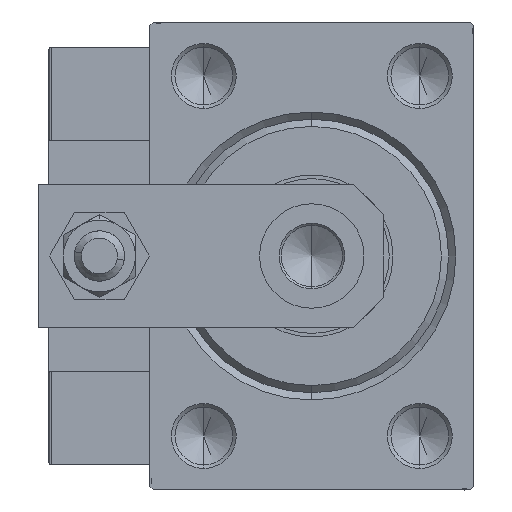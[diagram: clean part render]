
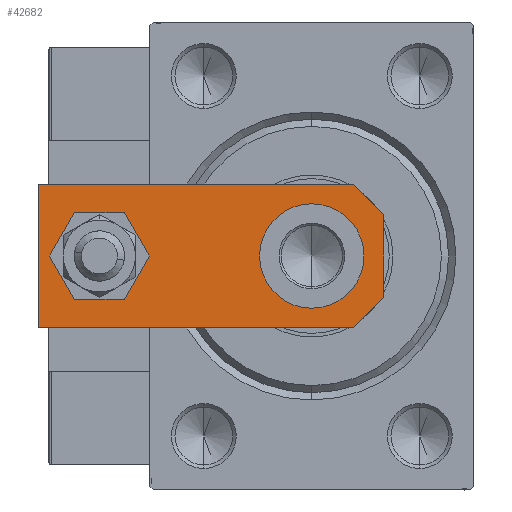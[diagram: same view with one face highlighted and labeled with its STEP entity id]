
A CAD part, left-side view. The second image highlights one B-rep face of the part: STEP entity #42682.
In plain terms, the highlighted face is planar.
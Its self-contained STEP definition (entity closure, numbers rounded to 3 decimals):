
#305 = VERTEX_POINT ( 'NONE', #27069 ) ;
#657 = CARTESIAN_POINT ( 'NONE',  ( 10., 4.24, 6. ) ) ;
#1769 = VERTEX_POINT ( 'NONE', #33250 ) ;
#2010 = FACE_OUTER_BOUND ( 'NONE', #33217, .T. ) ;
#2125 = VECTOR ( 'NONE', #26340, 1000. ) ;
#2271 = DIRECTION ( 'NONE',  ( 0., 0., 1. ) ) ;
#2680 = ORIENTED_EDGE ( 'NONE', *, *, #23992, .T. ) ;
#3006 = CARTESIAN_POINT ( 'NONE',  ( -10., 0., 6. ) ) ;
#3231 = DIRECTION ( 'NONE',  ( 0., 0., 1. ) ) ;
#3372 = DIRECTION ( 'NONE',  ( 1., 0., 0. ) ) ;
#5271 = ORIENTED_EDGE ( 'NONE', *, *, #34097, .F. ) ;
#5274 = VERTEX_POINT ( 'NONE', #49364 ) ;
#5616 = EDGE_CURVE ( 'NONE', #51374, #5274, #23000, .T. ) ;
#5925 = CARTESIAN_POINT ( 'NONE',  ( 10., 48., 6. ) ) ;
#6618 = CIRCLE ( 'NONE', #9116, 7.25 ) ;
#8487 = ORIENTED_EDGE ( 'NONE', *, *, #10228, .T. ) ;
#9116 = AXIS2_PLACEMENT_3D ( 'NONE', #30400, #41611, #29356 ) ;
#9845 = LINE ( 'NONE', #5925, #2125 ) ;
#9879 = DIRECTION ( 'NONE',  ( 1., 0., 0. ) ) ;
#9932 = AXIS2_PLACEMENT_3D ( 'NONE', #26118, #2271, #9879 ) ;
#10228 = EDGE_CURVE ( 'NONE', #13500, #34386, #50751, .T. ) ;
#10253 = ORIENTED_EDGE ( 'NONE', *, *, #28686, .F. ) ;
#10471 = CARTESIAN_POINT ( 'NONE',  ( 0., 10., 6. ) ) ;
#10496 = ORIENTED_EDGE ( 'NONE', *, *, #45839, .T. ) ;
#11102 = DIRECTION ( 'NONE',  ( 1., 0., 0. ) ) ;
#11351 = CARTESIAN_POINT ( 'NONE',  ( -10., 48., 6. ) ) ;
#12886 = VERTEX_POINT ( 'NONE', #49657 ) ;
#13291 = FACE_BOUND ( 'NONE', #33848, .T. ) ;
#13500 = VERTEX_POINT ( 'NONE', #20275 ) ;
#13590 = CARTESIAN_POINT ( 'NONE',  ( 10., 0., 6. ) ) ;
#14165 = VERTEX_POINT ( 'NONE', #32909 ) ;
#14266 = LINE ( 'NONE', #17927, #36902 ) ;
#14633 = DIRECTION ( 'NONE',  ( 0., 0., 1. ) ) ;
#17069 = EDGE_CURVE ( 'NONE', #18597, #13500, #38316, .T. ) ;
#17927 = CARTESIAN_POINT ( 'NONE',  ( 2.88, -2.88, 6. ) ) ;
#17987 = FACE_BOUND ( 'NONE', #38795, .T. ) ;
#18597 = VERTEX_POINT ( 'NONE', #47453 ) ;
#18993 = EDGE_CURVE ( 'NONE', #14165, #305, #6618, .T. ) ;
#19510 = DIRECTION ( 'NONE',  ( 1., 0., 0. ) ) ;
#20021 = LINE ( 'NONE', #3006, #47608 ) ;
#20275 = CARTESIAN_POINT ( 'NONE',  ( -10., 4.24, 6. ) ) ;
#21025 = EDGE_CURVE ( 'NONE', #33171, #1769, #41312, .T. ) ;
#21713 = VECTOR ( 'NONE', #30486, 1000. ) ;
#22013 = CARTESIAN_POINT ( 'NONE',  ( -2.88, -2.88, 6. ) ) ;
#22773 = DIRECTION ( 'NONE',  ( 0., 0., 1. ) ) ;
#23000 = CIRCLE ( 'NONE', #36357, 4. ) ;
#23992 = EDGE_CURVE ( 'NONE', #12886, #33171, #14266, .T. ) ;
#25879 = ORIENTED_EDGE ( 'NONE', *, *, #18993, .F. ) ;
#26118 = CARTESIAN_POINT ( 'NONE',  ( 0., 0., 6. ) ) ;
#26340 = DIRECTION ( 'NONE',  ( -1., 0., 0. ) ) ;
#26479 = VECTOR ( 'NONE', #46059, 1000. ) ;
#27069 = CARTESIAN_POINT ( 'NONE',  ( 7.25, 10., 6. ) ) ;
#28686 = EDGE_CURVE ( 'NONE', #5274, #51374, #40428, .T. ) ;
#29356 = DIRECTION ( 'NONE',  ( 1., 0., 0. ) ) ;
#29784 = PLANE ( 'NONE',  #9932 ) ;
#29903 = EDGE_CURVE ( 'NONE', #1769, #18597, #9845, .T. ) ;
#30400 = CARTESIAN_POINT ( 'NONE',  ( 0., 10., 6. ) ) ;
#30486 = DIRECTION ( 'NONE',  ( 0., -1., 0. ) ) ;
#31499 = CARTESIAN_POINT ( 'NONE',  ( 0., 39.5, 6. ) ) ;
#32909 = CARTESIAN_POINT ( 'NONE',  ( -7.25, 10., 6. ) ) ;
#33138 = AXIS2_PLACEMENT_3D ( 'NONE', #10471, #22773, #49707 ) ;
#33171 = VERTEX_POINT ( 'NONE', #657 ) ;
#33217 = EDGE_LOOP ( 'NONE', ( #34842, #8487, #10496, #2680, #33938, #43704 ) ) ;
#33250 = CARTESIAN_POINT ( 'NONE',  ( 10., 48., 6. ) ) ;
#33764 = DIRECTION ( 'NONE',  ( 0., 1., 0. ) ) ;
#33848 = EDGE_LOOP ( 'NONE', ( #43746, #10253 ) ) ;
#33938 = ORIENTED_EDGE ( 'NONE', *, *, #21025, .T. ) ;
#33967 = CIRCLE ( 'NONE', #33138, 7.25 ) ;
#34097 = EDGE_CURVE ( 'NONE', #305, #14165, #33967, .T. ) ;
#34386 = VERTEX_POINT ( 'NONE', #47260 ) ;
#34842 = ORIENTED_EDGE ( 'NONE', *, *, #17069, .T. ) ;
#36357 = AXIS2_PLACEMENT_3D ( 'NONE', #31499, #3231, #11102 ) ;
#36902 = VECTOR ( 'NONE', #50096, 1000. ) ;
#38316 = LINE ( 'NONE', #11351, #21713 ) ;
#38795 = EDGE_LOOP ( 'NONE', ( #25879, #5271 ) ) ;
#40428 = CIRCLE ( 'NONE', #43765, 4. ) ;
#41312 = LINE ( 'NONE', #13590, #44301 ) ;
#41611 = DIRECTION ( 'NONE',  ( 0., 0., 1. ) ) ;
#42682 = ADVANCED_FACE ( 'NONE', ( #13291, #2010, #17987 ), #29784, .T. ) ;
#43704 = ORIENTED_EDGE ( 'NONE', *, *, #29903, .T. ) ;
#43746 = ORIENTED_EDGE ( 'NONE', *, *, #5616, .F. ) ;
#43765 = AXIS2_PLACEMENT_3D ( 'NONE', #51243, #14633, #3372 ) ;
#44301 = VECTOR ( 'NONE', #33764, 1000. ) ;
#45839 = EDGE_CURVE ( 'NONE', #34386, #12886, #20021, .T. ) ;
#46059 = DIRECTION ( 'NONE',  ( 0.707, -0.707, 0. ) ) ;
#47155 = CARTESIAN_POINT ( 'NONE',  ( -4., 39.5, 6. ) ) ;
#47260 = CARTESIAN_POINT ( 'NONE',  ( -5.76, 0., 6. ) ) ;
#47453 = CARTESIAN_POINT ( 'NONE',  ( -10., 48., 6. ) ) ;
#47608 = VECTOR ( 'NONE', #19510, 1000. ) ;
#49364 = CARTESIAN_POINT ( 'NONE',  ( 4., 39.5, 6. ) ) ;
#49657 = CARTESIAN_POINT ( 'NONE',  ( 5.76, 0., 6. ) ) ;
#49707 = DIRECTION ( 'NONE',  ( 1., 0., 0. ) ) ;
#50096 = DIRECTION ( 'NONE',  ( 0.707, 0.707, 0. ) ) ;
#50751 = LINE ( 'NONE', #22013, #26479 ) ;
#51243 = CARTESIAN_POINT ( 'NONE',  ( 0., 39.5, 6. ) ) ;
#51374 = VERTEX_POINT ( 'NONE', #47155 ) ;
